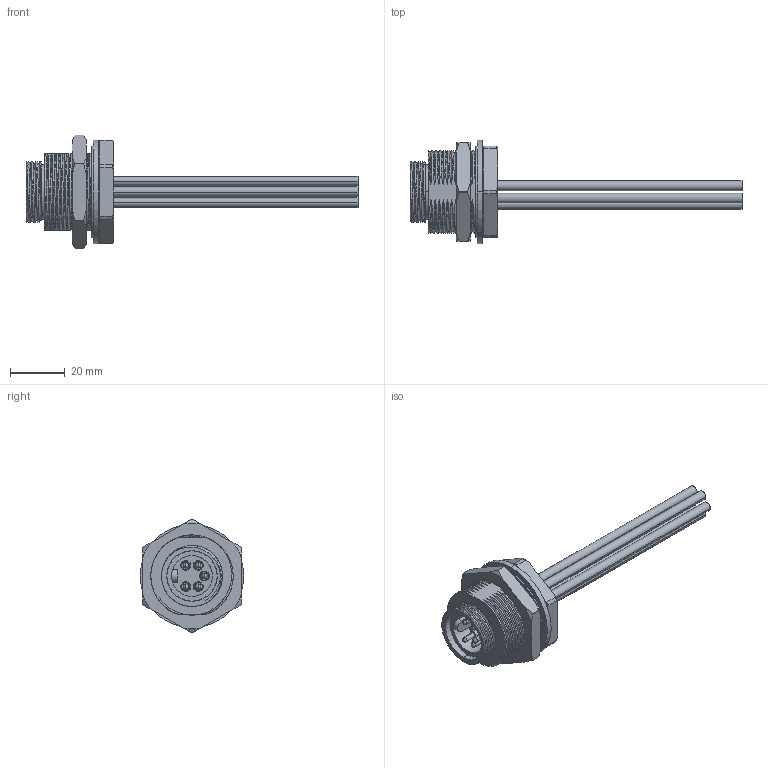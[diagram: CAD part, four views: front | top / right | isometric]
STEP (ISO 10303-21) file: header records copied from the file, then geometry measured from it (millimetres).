
FILE_DESCRIPTION((''),'2;1');
FILE_NAME('FMZ51-M30_ASM','2019-02-28T',('Dell'),(''),'CREO PARAMETRIC BY PTC INC, 2017020','CREO PARAMETRIC BY PTC INC, 2017020','');
FILE_SCHEMA(('CONFIG_CONTROL_DESIGN'));
Length unit declared in the file: millimetre
Products named in the file (1): FMZ51-M30_ASM
Bounding box: 120.9 x 37.7 x 41.5 mm (x, y, z)
Volume: 26185 mm3; surface area: 16134.8 mm2
Topology: 1 solids, 13 shells, 378 faces, 930 edges, 601 vertices
Faces by surface type: cylinder 174, plane 94, bspline 62, cone 38, sphere 10
Entity records: 16617 total; most frequent: CARTESIAN_POINT 8113, ORIENTED_EDGE 1820, DIRECTION 1597, EDGE_CURVE 910, AXIS2_PLACEMENT_3D 651, VERTEX_POINT 601, EDGE_LOOP 447, FACE_OUTER_BOUND 378
